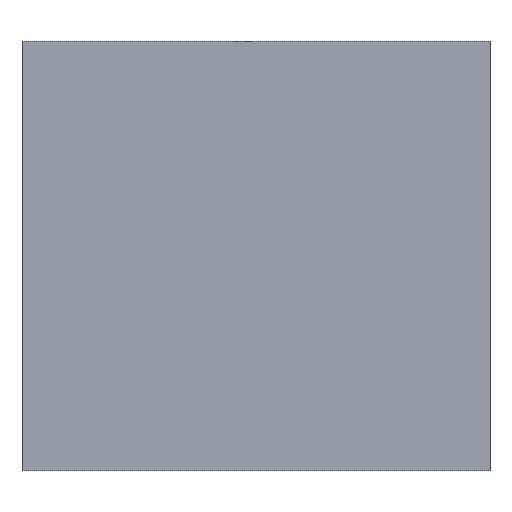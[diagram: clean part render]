
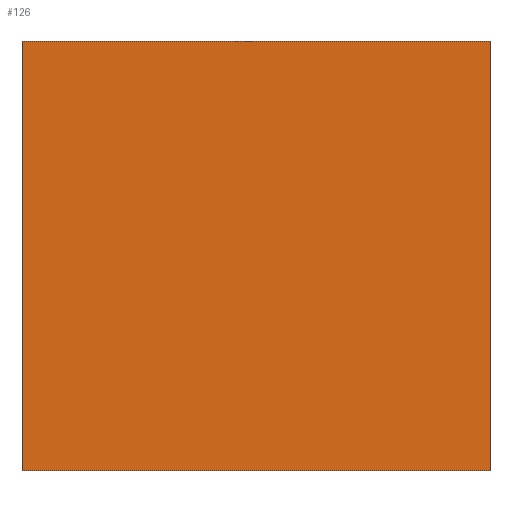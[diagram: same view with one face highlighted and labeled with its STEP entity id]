
A CAD part, front view. The second image highlights one B-rep face of the part: STEP entity #126.
In plain terms, the highlighted planar face has unit normal (0, -1, 0).
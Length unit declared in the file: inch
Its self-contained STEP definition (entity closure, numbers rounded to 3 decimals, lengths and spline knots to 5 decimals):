
#19=PLANE('',#155);
#26=FACE_OUTER_BOUND('',#33,.T.);
#33=EDGE_LOOP('',(#104,#105,#106,#107));
#46=LINE('',#213,#59);
#47=LINE('',#216,#60);
#48=LINE('',#218,#61);
#49=LINE('',#219,#62);
#59=VECTOR('',#178,0.3937);
#60=VECTOR('',#181,0.3937);
#61=VECTOR('',#182,0.3937);
#62=VECTOR('',#183,0.3937);
#73=VERTEX_POINT('',#209);
#74=VERTEX_POINT('',#211);
#75=VERTEX_POINT('',#215);
#76=VERTEX_POINT('',#217);
#86=EDGE_CURVE('',#73,#74,#46,.T.);
#87=EDGE_CURVE('',#75,#73,#47,.T.);
#88=EDGE_CURVE('',#76,#74,#48,.T.);
#89=EDGE_CURVE('',#75,#76,#49,.T.);
#104=ORIENTED_EDGE('',*,*,#87,.T.);
#105=ORIENTED_EDGE('',*,*,#86,.T.);
#106=ORIENTED_EDGE('',*,*,#88,.F.);
#107=ORIENTED_EDGE('',*,*,#89,.F.);
#126=ADVANCED_FACE('',(#26),#19,.T.);
#155=AXIS2_PLACEMENT_3D('',#214,#179,#180);
#178=DIRECTION('',(0.,0.,1.));
#179=DIRECTION('center_axis',(0.,-1.,0.));
#180=DIRECTION('ref_axis',(1.,0.,0.));
#181=DIRECTION('',(1.,0.,0.));
#182=DIRECTION('',(1.,0.,0.));
#183=DIRECTION('',(0.,0.,1.));
#209=CARTESIAN_POINT('',(-0.7154,-0.0748,0.09874));
#211=CARTESIAN_POINT('',(-0.7154,-0.0748,0.45307));
#213=CARTESIAN_POINT('',(-0.7154,-0.0748,0.09874));
#214=CARTESIAN_POINT('Origin',(-1.10123,-0.0748,0.09874));
#215=CARTESIAN_POINT('',(-1.10123,-0.0748,0.09874));
#216=CARTESIAN_POINT('',(-1.10123,-0.0748,0.09874));
#217=CARTESIAN_POINT('',(-1.10123,-0.0748,0.45307));
#218=CARTESIAN_POINT('',(-1.10123,-0.0748,0.45307));
#219=CARTESIAN_POINT('',(-1.10123,-0.0748,0.09874));
